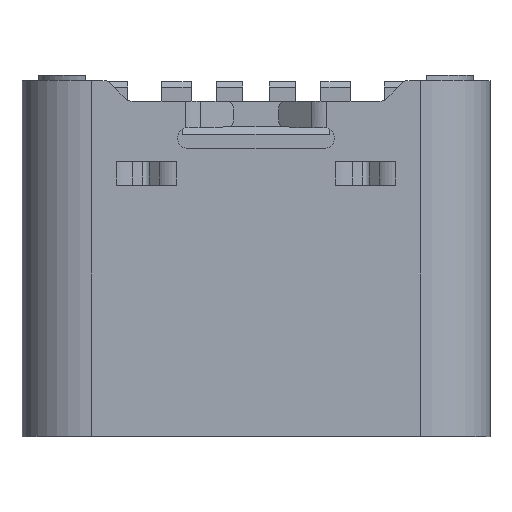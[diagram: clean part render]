
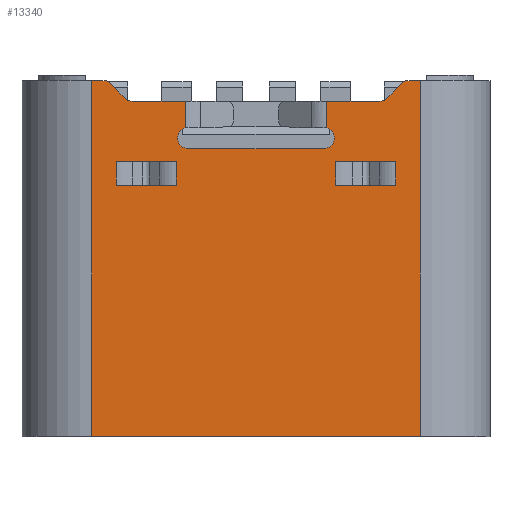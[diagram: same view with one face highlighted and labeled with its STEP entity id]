
A CAD part, top view. The second image highlights one B-rep face of the part: STEP entity #13340.
In plain terms, the highlighted planar face has unit normal (0, 0, 1).
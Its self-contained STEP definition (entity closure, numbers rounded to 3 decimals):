
#2076=CARTESIAN_POINT('',(-2.923,3.15,2.583));
#2077=DIRECTION('',(0.,0.,1.));
#2078=DIRECTION('',(0.707,0.707,0.));
#2079=AXIS2_PLACEMENT_3D('',#2076,#2077,#2078);
#2081=DIRECTION('',(-0.707,0.707,0.));
#2082=VECTOR('',#2081,0.4);
#2083=CARTESIAN_POINT('',(-2.499,3.009,2.583));
#2084=LINE('',#2083,#2082);
#2085=CARTESIAN_POINT('',(-2.357,3.15,2.583));
#2086=DIRECTION('',(0.,0.,-1.));
#2087=DIRECTION('',(0.,-1.,0.));
#2088=AXIS2_PLACEMENT_3D('',#2085,#2086,#2087);
#2090=CARTESIAN_POINT('',(-1.3,2.25,2.583));
#2091=DIRECTION('',(0.,0.,-1.));
#2092=DIRECTION('',(-1.,0.,0.));
#2093=AXIS2_PLACEMENT_3D('',#2090,#2091,#2092);
#2095=CARTESIAN_POINT('',(-1.3,2.25,2.583));
#2096=DIRECTION('',(0.,0.,-1.));
#2097=DIRECTION('',(0.,-1.,0.));
#2098=AXIS2_PLACEMENT_3D('',#2095,#2096,#2097);
#2100=DIRECTION('',(-1.,0.,0.));
#2101=VECTOR('',#2100,2.6);
#2102=CARTESIAN_POINT('',(1.3,2.05,2.583));
#2103=LINE('',#2102,#2101);
#2104=CARTESIAN_POINT('',(1.3,2.25,2.583));
#2105=DIRECTION('',(0.,0.,-1.));
#2106=DIRECTION('',(1.,0.,0.));
#2107=AXIS2_PLACEMENT_3D('',#2104,#2105,#2106);
#2109=CARTESIAN_POINT('',(1.3,2.25,2.583));
#2110=DIRECTION('',(0.,0.,-1.));
#2111=DIRECTION('',(0.25,0.968,0.));
#2112=AXIS2_PLACEMENT_3D('',#2109,#2110,#2111);
#2114=CARTESIAN_POINT('',(2.357,3.15,2.583));
#2115=DIRECTION('',(0.,0.,-1.));
#2116=DIRECTION('',(0.707,-0.707,0.));
#2117=AXIS2_PLACEMENT_3D('',#2114,#2115,#2116);
#2119=DIRECTION('',(-0.707,-0.707,0.));
#2120=VECTOR('',#2119,0.4);
#2121=CARTESIAN_POINT('',(2.781,3.291,2.583));
#2122=LINE('',#2121,#2120);
#2123=CARTESIAN_POINT('',(2.923,3.15,2.583));
#2124=DIRECTION('',(0.,0.,1.));
#2125=DIRECTION('',(0.,1.,0.));
#2126=AXIS2_PLACEMENT_3D('',#2123,#2124,#2125);
#2128=DIRECTION('',(1.,0.,0.));
#2129=VECTOR('',#2128,1.147);
#2130=CARTESIAN_POINT('',(-2.674,1.8,2.583));
#2131=LINE('',#2130,#2129);
#2132=DIRECTION('',(-1.,0.,0.));
#2133=VECTOR('',#2132,1.147);
#2134=CARTESIAN_POINT('',(-1.526,1.35,2.583));
#2135=LINE('',#2134,#2133);
#2136=DIRECTION('',(-1.,0.,0.));
#2137=VECTOR('',#2136,1.147);
#2138=CARTESIAN_POINT('',(2.674,1.35,2.583));
#2139=LINE('',#2138,#2137);
#2140=DIRECTION('',(1.,0.,0.));
#2141=VECTOR('',#2140,1.147);
#2142=CARTESIAN_POINT('',(1.526,1.8,2.583));
#2143=LINE('',#2142,#2141);
#2144=DIRECTION('',(0.,1.,0.));
#2145=VECTOR('',#2144,6.8);
#2146=CARTESIAN_POINT('',(-3.14,-3.45,2.583));
#2147=LINE('',#2146,#2145);
#2156=DIRECTION('',(1.,0.,0.));
#2157=VECTOR('',#2156,0.217);
#2158=CARTESIAN_POINT('',(-3.14,3.35,2.583));
#2159=LINE('',#2158,#2157);
#3043=DIRECTION('',(-1.,0.,0.));
#3044=VECTOR('',#3043,6.28);
#3045=CARTESIAN_POINT('',(3.14,-3.45,2.583));
#3046=LINE('',#3045,#3044);
#3245=DIRECTION('',(1.,0.,0.));
#3246=VECTOR('',#3245,0.217);
#3247=CARTESIAN_POINT('',(2.923,3.35,2.583));
#3248=LINE('',#3247,#3246);
#5500=DIRECTION('',(0.,-1.,0.));
#5501=VECTOR('',#5500,6.8);
#5502=CARTESIAN_POINT('',(3.14,3.35,2.583));
#5503=LINE('',#5502,#5501);
#5843=DIRECTION('',(1.,0.,0.));
#5844=VECTOR('',#5843,1.007);
#5845=CARTESIAN_POINT('',(-2.357,2.95,2.583));
#5846=LINE('',#5845,#5844);
#6071=DIRECTION('',(1.,0.,0.));
#6072=VECTOR('',#6071,1.007);
#6073=CARTESIAN_POINT('',(1.35,2.95,2.583));
#6074=LINE('',#6073,#6072);
#6101=DIRECTION('',(0.,1.,0.));
#6102=VECTOR('',#6101,0.506);
#6103=CARTESIAN_POINT('',(1.35,2.444,2.583));
#6104=LINE('',#6103,#6102);
#6204=DIRECTION('',(0.,-1.,0.));
#6205=VECTOR('',#6204,0.506);
#6206=CARTESIAN_POINT('',(-1.35,2.95,2.583));
#6207=LINE('',#6206,#6205);
#6297=DIRECTION('',(0.,1.,0.));
#6298=VECTOR('',#6297,0.45);
#6299=CARTESIAN_POINT('',(-1.526,1.35,2.583));
#6300=LINE('',#6299,#6298);
#6332=DIRECTION('',(0.,-1.,0.));
#6333=VECTOR('',#6332,0.45);
#6334=CARTESIAN_POINT('',(-2.674,1.8,2.583));
#6335=LINE('',#6334,#6333);
#6371=DIRECTION('',(0.,-1.,0.));
#6372=VECTOR('',#6371,0.45);
#6373=CARTESIAN_POINT('',(1.526,1.8,2.583));
#6374=LINE('',#6373,#6372);
#6398=DIRECTION('',(0.,1.,0.));
#6399=VECTOR('',#6398,0.45);
#6400=CARTESIAN_POINT('',(2.674,1.35,2.583));
#6401=LINE('',#6400,#6399);
#8266=CARTESIAN_POINT('',(-1.3,2.05,2.583));
#8268=VERTEX_POINT('',#8266);
#8270=CARTESIAN_POINT('',(1.3,2.05,2.583));
#8271=VERTEX_POINT('',#8270);
#8276=CARTESIAN_POINT('',(-1.5,2.25,2.583));
#8277=VERTEX_POINT('',#8276);
#8280=CARTESIAN_POINT('',(-1.35,2.444,2.583));
#8281=VERTEX_POINT('',#8280);
#8282=CARTESIAN_POINT('',(-2.781,3.291,2.583));
#8284=VERTEX_POINT('',#8282);
#8286=CARTESIAN_POINT('',(-2.499,3.009,2.583));
#8287=VERTEX_POINT('',#8286);
#8862=CARTESIAN_POINT('',(-3.14,3.35,2.583));
#8863=VERTEX_POINT('',#8862);
#8864=CARTESIAN_POINT('',(-2.923,3.35,2.583));
#8865=VERTEX_POINT('',#8864);
#8901=CARTESIAN_POINT('',(-2.357,2.95,2.583));
#8903=VERTEX_POINT('',#8901);
#8915=CARTESIAN_POINT('',(-1.35,2.95,2.583));
#8916=VERTEX_POINT('',#8915);
#8950=CARTESIAN_POINT('',(1.35,2.444,2.583));
#8952=VERTEX_POINT('',#8950);
#8955=CARTESIAN_POINT('',(1.5,2.25,2.583));
#8956=VERTEX_POINT('',#8955);
#8971=CARTESIAN_POINT('',(1.35,2.95,2.583));
#8972=VERTEX_POINT('',#8971);
#8978=CARTESIAN_POINT('',(2.781,3.291,2.583));
#8980=VERTEX_POINT('',#8978);
#8983=CARTESIAN_POINT('',(2.499,3.009,2.583));
#8984=VERTEX_POINT('',#8983);
#8985=CARTESIAN_POINT('',(2.923,3.35,2.583));
#8986=VERTEX_POINT('',#8985);
#8995=CARTESIAN_POINT('',(3.14,3.35,2.583));
#8996=CARTESIAN_POINT('',(3.14,-3.45,2.583));
#8997=VERTEX_POINT('',#8995);
#8998=VERTEX_POINT('',#8996);
#9050=CARTESIAN_POINT('',(-3.14,-3.45,2.583));
#9051=VERTEX_POINT('',#9050);
#9052=CARTESIAN_POINT('',(-1.526,1.35,2.583));
#9053=CARTESIAN_POINT('',(-1.526,1.8,2.583));
#9054=VERTEX_POINT('',#9052);
#9055=VERTEX_POINT('',#9053);
#9068=CARTESIAN_POINT('',(-2.674,1.35,2.583));
#9069=VERTEX_POINT('',#9068);
#9074=CARTESIAN_POINT('',(-2.674,1.8,2.583));
#9075=VERTEX_POINT('',#9074);
#9080=CARTESIAN_POINT('',(1.526,1.8,2.583));
#9081=VERTEX_POINT('',#9080);
#9082=CARTESIAN_POINT('',(1.526,1.35,2.583));
#9083=VERTEX_POINT('',#9082);
#9096=CARTESIAN_POINT('',(2.674,1.35,2.583));
#9097=VERTEX_POINT('',#9096);
#9098=CARTESIAN_POINT('',(2.674,1.8,2.583));
#9099=VERTEX_POINT('',#9098);
#9100=CARTESIAN_POINT('',(2.357,2.95,2.583));
#9101=VERTEX_POINT('',#9100);
#13275=CARTESIAN_POINT('',(0.3,-0.55,2.583));
#13276=DIRECTION('',(0.,0.,1.));
#13277=DIRECTION('',(1.,0.,0.));
#13278=AXIS2_PLACEMENT_3D('',#13275,#13276,#13277);
#13279=PLANE('',#13278);
#13281=ORIENTED_EDGE('',*,*,#13280,.T.);
#13283=ORIENTED_EDGE('',*,*,#13282,.T.);
#13285=ORIENTED_EDGE('',*,*,#13284,.F.);
#13287=ORIENTED_EDGE('',*,*,#13286,.F.);
#13289=ORIENTED_EDGE('',*,*,#13288,.F.);
#13291=ORIENTED_EDGE('',*,*,#13290,.T.);
#13293=ORIENTED_EDGE('',*,*,#13292,.T.);
#13295=ORIENTED_EDGE('',*,*,#13294,.F.);
#13297=ORIENTED_EDGE('',*,*,#13296,.F.);
#13299=ORIENTED_EDGE('',*,*,#13298,.F.);
#13301=ORIENTED_EDGE('',*,*,#13300,.F.);
#13303=ORIENTED_EDGE('',*,*,#13302,.F.);
#13305=ORIENTED_EDGE('',*,*,#13304,.T.);
#13307=ORIENTED_EDGE('',*,*,#13306,.T.);
#13309=ORIENTED_EDGE('',*,*,#13308,.F.);
#13310=ORIENTED_EDGE('',*,*,#13266,.F.);
#13311=ORIENTED_EDGE('',*,*,#13255,.F.);
#13313=ORIENTED_EDGE('',*,*,#13312,.T.);
#13315=ORIENTED_EDGE('',*,*,#13314,.T.);
#13317=ORIENTED_EDGE('',*,*,#13316,.T.);
#13318=EDGE_LOOP('',(#13281,#13283,#13285,#13287,#13289,#13291,#13293,#13295,
#13297,#13299,#13301,#13303,#13305,#13307,#13309,#13310,#13311,#13313,#13315,
#13317));
#13319=FACE_OUTER_BOUND('',#13318,.F.);
#13321=ORIENTED_EDGE('',*,*,#13320,.T.);
#13323=ORIENTED_EDGE('',*,*,#13322,.F.);
#13325=ORIENTED_EDGE('',*,*,#13324,.T.);
#13327=ORIENTED_EDGE('',*,*,#13326,.F.);
#13328=EDGE_LOOP('',(#13321,#13323,#13325,#13327));
#13329=FACE_BOUND('',#13328,.F.);
#13331=ORIENTED_EDGE('',*,*,#13330,.T.);
#13333=ORIENTED_EDGE('',*,*,#13332,.F.);
#13335=ORIENTED_EDGE('',*,*,#13334,.T.);
#13337=ORIENTED_EDGE('',*,*,#13336,.F.);
#13338=EDGE_LOOP('',(#13331,#13333,#13335,#13337));
#13339=FACE_BOUND('',#13338,.F.);
#13340=ADVANCED_FACE('',(#13319,#13329,#13339),#13279,.T.);
#2080=CIRCLE('',#2079,0.2);
#2089=CIRCLE('',#2088,0.2);
#2094=CIRCLE('',#2093,0.2);
#2099=CIRCLE('',#2098,0.2);
#2108=CIRCLE('',#2107,0.2);
#2113=CIRCLE('',#2112,0.2);
#2118=CIRCLE('',#2117,0.2);
#2127=CIRCLE('',#2126,0.2);
#13255=EDGE_CURVE('',#8986,#8980,#2127,.T.);
#13266=EDGE_CURVE('',#8980,#8984,#2122,.T.);
#13280=EDGE_CURVE('',#9051,#8863,#2147,.T.);
#13282=EDGE_CURVE('',#8863,#8865,#2159,.T.);
#13284=EDGE_CURVE('',#8284,#8865,#2080,.T.);
#13286=EDGE_CURVE('',#8287,#8284,#2084,.T.);
#13288=EDGE_CURVE('',#8903,#8287,#2089,.T.);
#13290=EDGE_CURVE('',#8903,#8916,#5846,.T.);
#13292=EDGE_CURVE('',#8916,#8281,#6207,.T.);
#13294=EDGE_CURVE('',#8277,#8281,#2094,.T.);
#13296=EDGE_CURVE('',#8268,#8277,#2099,.T.);
#13298=EDGE_CURVE('',#8271,#8268,#2103,.T.);
#13300=EDGE_CURVE('',#8956,#8271,#2108,.T.);
#13302=EDGE_CURVE('',#8952,#8956,#2113,.T.);
#13304=EDGE_CURVE('',#8952,#8972,#6104,.T.);
#13306=EDGE_CURVE('',#8972,#9101,#6074,.T.);
#13308=EDGE_CURVE('',#8984,#9101,#2118,.T.);
#13312=EDGE_CURVE('',#8986,#8997,#3248,.T.);
#13314=EDGE_CURVE('',#8997,#8998,#5503,.T.);
#13316=EDGE_CURVE('',#8998,#9051,#3046,.T.);
#13320=EDGE_CURVE('',#9054,#9055,#6300,.T.);
#13322=EDGE_CURVE('',#9075,#9055,#2131,.T.);
#13324=EDGE_CURVE('',#9075,#9069,#6335,.T.);
#13326=EDGE_CURVE('',#9054,#9069,#2135,.T.);
#13330=EDGE_CURVE('',#9081,#9083,#6374,.T.);
#13332=EDGE_CURVE('',#9097,#9083,#2139,.T.);
#13334=EDGE_CURVE('',#9097,#9099,#6401,.T.);
#13336=EDGE_CURVE('',#9081,#9099,#2143,.T.);
